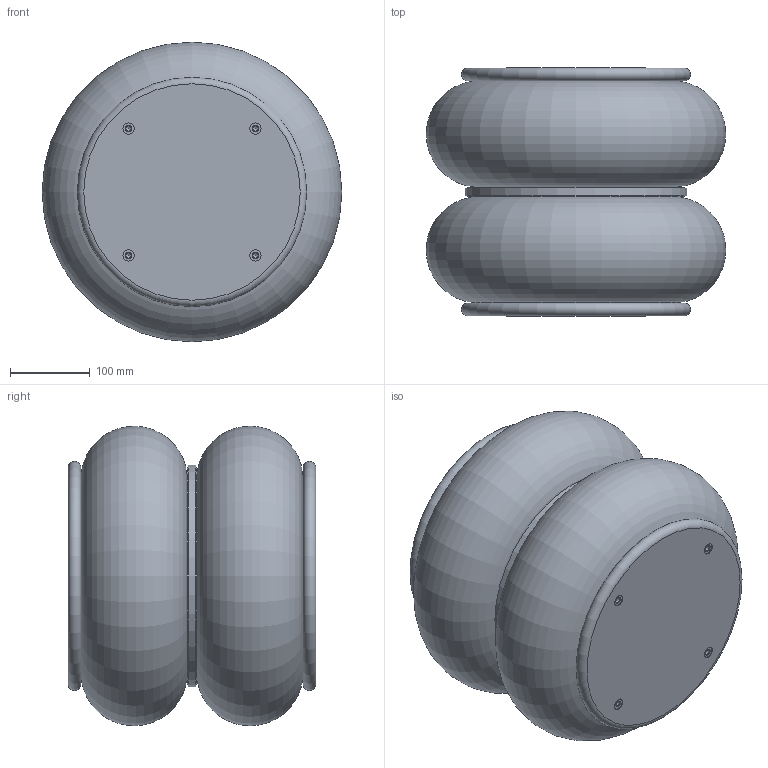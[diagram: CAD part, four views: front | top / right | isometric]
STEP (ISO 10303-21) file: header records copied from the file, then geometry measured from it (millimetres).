
FILE_DESCRIPTION(/* description */ ('STEP AP214'),/* implementation_level */ '2;1');
FILE_NAME(/* name */ '193791_EB-385-230',/* time_stamp */ '2024-08-26T12:42:09+02:00',/* author */ ('License CC BY-ND 4.0'),/* organization */ ('CADENAS'),/* preprocessor_version */ 'ST-DEVELOPER v19.3',/* originating_system */ 'PARTsolutions',/* authorisation */ ' ');
FILE_SCHEMA (('AUTOMOTIVE_DESIGN {1 0 10303 214 3 1 1}'));
Length unit declared in the file: millimetre
Products named in the file (1): 193791 EB-385-230---(310)
Bounding box: 374.92 x 310 x 374.92 mm (x, y, z)
Volume: 27992736.6 mm3; surface area: 654251.1 mm2
Topology: 1 solids, 1 shells, 60 faces, 109 edges, 67 vertices
Faces by surface type: cylinder 21, plane 18, cone 17, torus 4
Full cylindrical faces by diameter (mm): 6.647 x8, 11.445 x1, 14 x8, 19 x1, 271 x2, 277 x1
Entity records: 1670 total; most frequent: DIRECTION 240, CARTESIAN_POINT 187, FACE_BOUND 126, AXIS2_PLACEMENT_3D 120, ORIENTED_EDGE 118, EDGE_LOOP 118, VERTEX_POINT 67, STYLED_ITEM 60
